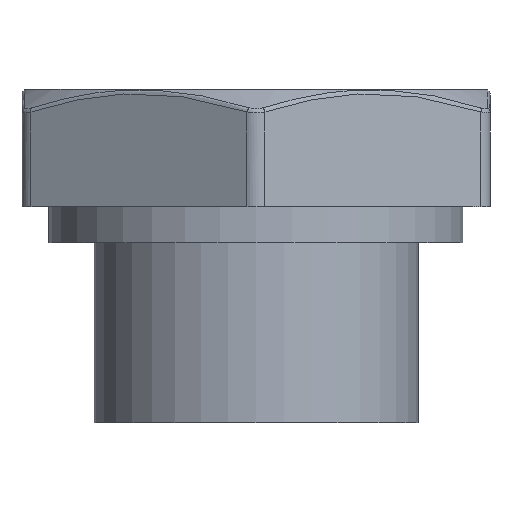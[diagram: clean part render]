
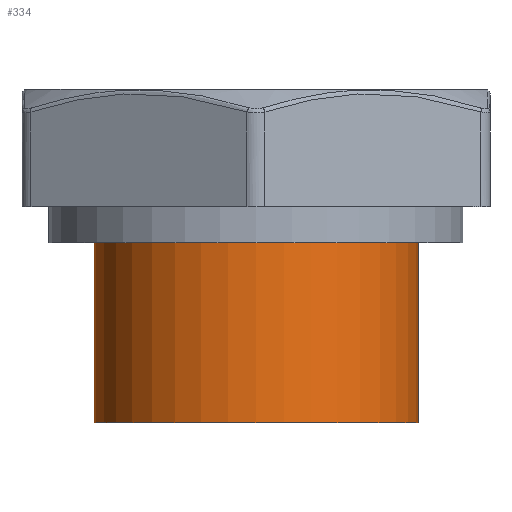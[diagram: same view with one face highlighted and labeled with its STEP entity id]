
A CAD part, front view. The second image highlights one B-rep face of the part: STEP entity #334.
In plain terms, the highlighted cylindrical face has radius 9 mm (diameter 18 mm), a full revolution.
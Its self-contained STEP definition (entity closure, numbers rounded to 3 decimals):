
#334 = ADVANCED_FACE( '', ( #778, #779 ), #780, .T. );
#778 = FACE_OUTER_BOUND( '', #1841, .T. );
#779 = FACE_OUTER_BOUND( '', #1842, .T. );
#780 = CYLINDRICAL_SURFACE( '', #1843, 9. );
#1841 = EDGE_LOOP( '', ( #3333 ) );
#1842 = EDGE_LOOP( '', ( #3334 ) );
#1843 = AXIS2_PLACEMENT_3D( '', #3335, #3336, #3337 );
#3333 = ORIENTED_EDGE( '', *, *, #4678, .F. );
#3334 = ORIENTED_EDGE( '', *, *, #4679, .T. );
#3335 = CARTESIAN_POINT( '', ( 0., 0., 12. ) );
#3336 = DIRECTION( '', ( 0., 0., 1. ) );
#3337 = DIRECTION( '', ( -1., 0., 0. ) );
#4678 = EDGE_CURVE( '', #5462, #5462, #5463, .T. );
#4679 = EDGE_CURVE( '', #5464, #5464, #5465, .F. );
#5462 = VERTEX_POINT( '', #7146 );
#5463 = CIRCLE( '', #7147, 9. );
#5464 = VERTEX_POINT( '', #7148 );
#5465 = CIRCLE( '', #7149, 9. );
#7146 = CARTESIAN_POINT( '', ( 9., 0., 0. ) );
#7147 = AXIS2_PLACEMENT_3D( '', #8153, #8154, #8155 );
#7148 = CARTESIAN_POINT( '', ( 9., 0., 10. ) );
#7149 = AXIS2_PLACEMENT_3D( '', #8156, #8157, #8158 );
#8153 = CARTESIAN_POINT( '', ( 0., 0., 0. ) );
#8154 = DIRECTION( '', ( 0., 0., -1. ) );
#8155 = DIRECTION( '', ( 1., 0., 0. ) );
#8156 = CARTESIAN_POINT( '', ( 0., 0., 10. ) );
#8157 = DIRECTION( '', ( 0., 0., 1. ) );
#8158 = DIRECTION( '', ( 1., 0., 0. ) );
